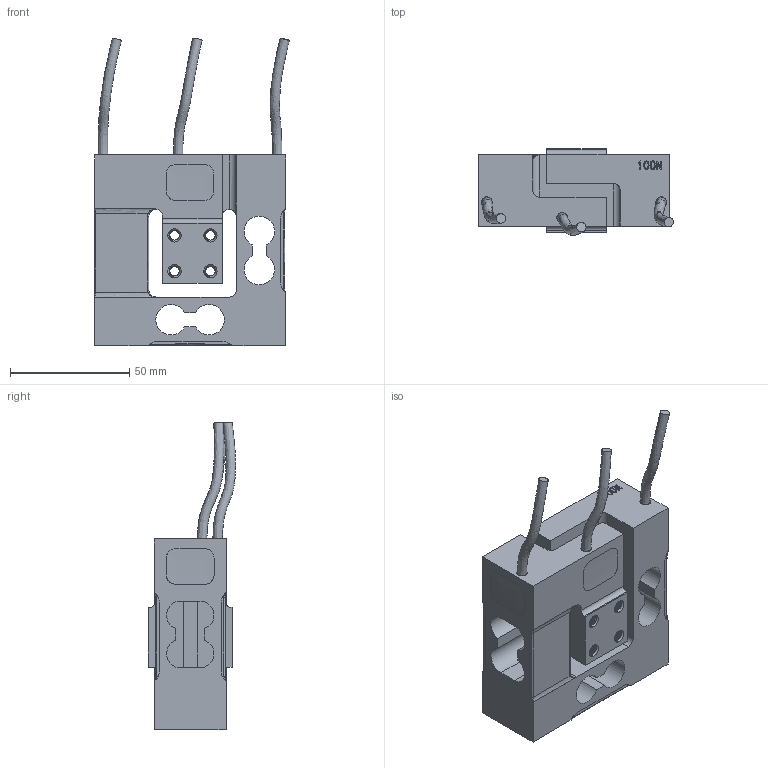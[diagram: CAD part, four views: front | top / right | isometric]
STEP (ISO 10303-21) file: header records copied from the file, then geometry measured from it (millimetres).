
FILE_DESCRIPTION (( 'STEP AP203' ), '1' );
FILE_NAME ('TAF110-100N.STEP', '2025-07-23T06:16:45', ( '' ), ( '' ), 'SwSTEP 2.0', 'SolidWorks 2023', '' );
FILE_SCHEMA (( 'CONFIG_CONTROL_DESIGN' ));
Products named in the file (1): TAF110-100N
Bounding box: 81.63 x 36.47 x 128.96 mm (x, y, z)
Volume: 135825.5 mm3; surface area: 51637 mm2
Topology: 11 solids, 19 shells, 290 faces, 764 edges, 484 vertices
Faces by surface type: plane 117, bspline 79, cylinder 76, cone 16, torus 2
Full cylindrical faces by diameter (mm): 4 x3, 4.5 x3
Entity records: 57761 total; most frequent: CARTESIAN_POINT 51511, ORIENTED_EDGE 1394, DIRECTION 1027, EDGE_CURVE 697, VERTEX_POINT 465, AXIS2_PLACEMENT_3D 359, EDGE_LOOP 352, LINE 309
